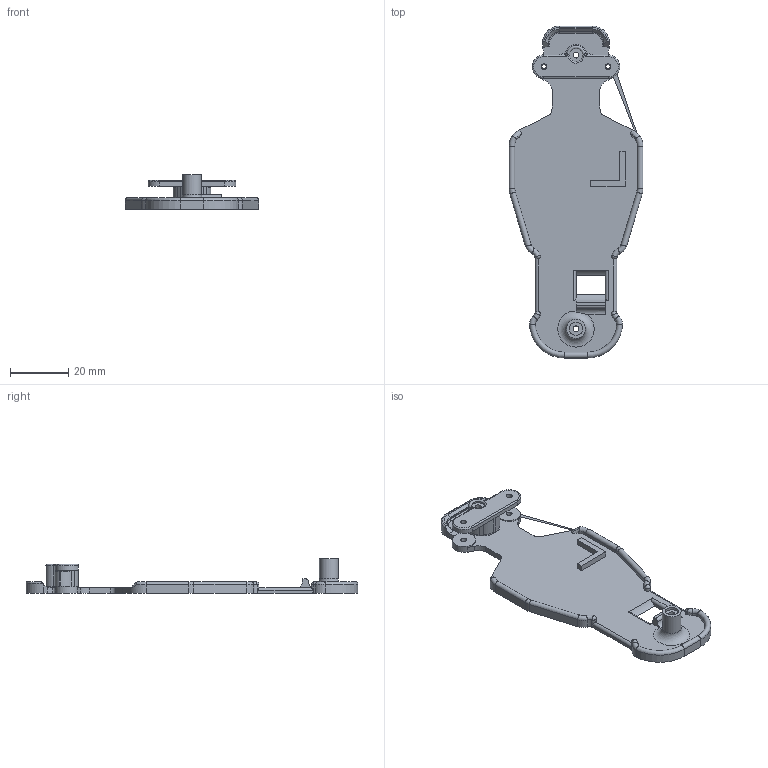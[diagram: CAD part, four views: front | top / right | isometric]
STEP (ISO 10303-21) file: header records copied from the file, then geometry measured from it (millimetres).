
FILE_DESCRIPTION(/* description */ (''),/* implementation_level */ '2;1');
FILE_NAME(/* name */ 'Body.step',/* time_stamp */ '2025-11-18T17:14:24+08:00',/* author */ (''),/* organization */ (''),/* preprocessor_version */ 'ST-DEVELOPER v20.1',/* originating_system */ 'Autodesk Translation Framework v14.21.0.0',/* authorisation */ '');
FILE_SCHEMA (('AUTOMOTIVE_DESIGN { 1 0 10303 214 3 1 1 }'));
Length unit declared in the file: millimetre
Products named in the file (1): FusionComponent
Bounding box: 46 x 114 x 12 mm (x, y, z)
Volume: 9042.8 mm3; surface area: 9494.6 mm2
Topology: 1 solids, 1 shells, 215 faces, 547 edges, 335 vertices
Faces by surface type: cylinder 96, plane 60, torus 33, bspline 14, cone 6, sphere 6
Full cylindrical faces by diameter (mm): 1.5 x2, 2 x4, 4 x2, 4.5 x2, 6.5 x1, 8 x2
Entity records: 7170 total; most frequent: CARTESIAN_POINT 1869, DIRECTION 1159, ORIENTED_EDGE 1090, EDGE_CURVE 545, AXIS2_PLACEMENT_3D 461, VERTEX_POINT 335, CIRCLE 237, LINE 237
